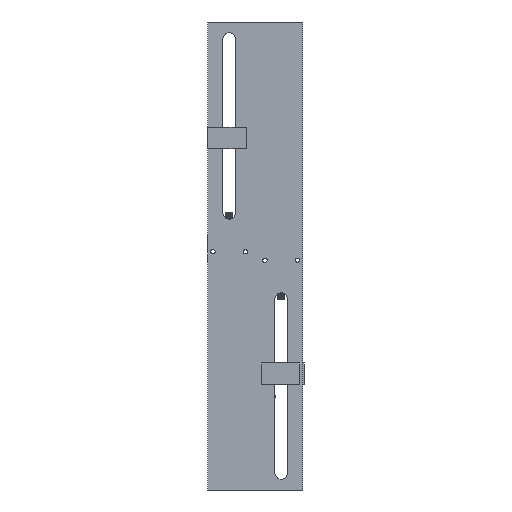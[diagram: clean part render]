
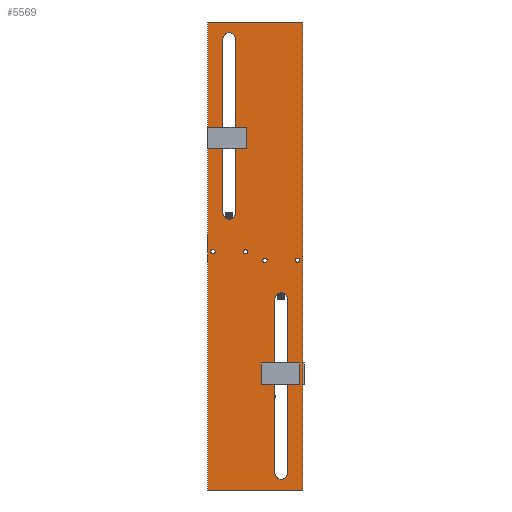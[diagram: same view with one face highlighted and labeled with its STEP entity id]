
A CAD part, left-side view. The second image highlights one B-rep face of the part: STEP entity #5569.
In plain terms, the highlighted planar face has unit normal (-1, 0, 0).
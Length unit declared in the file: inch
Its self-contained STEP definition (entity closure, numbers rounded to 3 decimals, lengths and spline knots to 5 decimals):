
#504=PLANE('',#6028);
#615=LINE('',#8572,#797);
#619=LINE('',#8583,#801);
#623=LINE('',#8596,#805);
#627=LINE('',#8607,#809);
#629=LINE('',#8612,#811);
#633=LINE('',#8620,#815);
#636=LINE('',#8626,#818);
#639=LINE('',#8631,#821);
#797=VECTOR('',#6861,10.);
#801=VECTOR('',#6873,10.);
#805=VECTOR('',#6885,10.);
#809=VECTOR('',#6897,10.);
#811=VECTOR('',#6901,5.5);
#815=VECTOR('',#6907,27.);
#818=VECTOR('',#6912,5.5);
#821=VECTOR('',#6917,27.);
#975=FACE_BOUND('',#1721,.T.);
#976=FACE_BOUND('',#1722,.T.);
#977=FACE_BOUND('',#1723,.T.);
#978=FACE_BOUND('',#1724,.T.);
#979=FACE_BOUND('',#1725,.T.);
#980=FACE_BOUND('',#1726,.T.);
#1285=FACE_OUTER_BOUND('',#1720,.T.);
#1720=EDGE_LOOP('',(#4122,#4123,#4124,#4125));
#1721=EDGE_LOOP('',(#4126));
#1722=EDGE_LOOP('',(#4127));
#1723=EDGE_LOOP('',(#4128));
#1724=EDGE_LOOP('',(#4129));
#1725=EDGE_LOOP('',(#4130,#4131,#4132,#4133));
#1726=EDGE_LOOP('',(#4134,#4135,#4136,#4137));
#2386=CIRCLE('',#5997,0.125);
#2388=CIRCLE('',#6000,0.125);
#2390=CIRCLE('',#6003,0.125);
#2392=CIRCLE('',#6006,0.125);
#2393=CIRCLE('',#6008,0.375);
#2395=CIRCLE('',#6012,0.375);
#2397=CIRCLE('',#6016,0.375);
#2399=CIRCLE('',#6020,0.375);
#2731=VERTEX_POINT('',#8544);
#2733=VERTEX_POINT('',#8549);
#2735=VERTEX_POINT('',#8554);
#2737=VERTEX_POINT('',#8559);
#2738=VERTEX_POINT('',#8562);
#2739=VERTEX_POINT('',#8563);
#2742=VERTEX_POINT('',#8571);
#2744=VERTEX_POINT('',#8577);
#2746=VERTEX_POINT('',#8586);
#2747=VERTEX_POINT('',#8587);
#2750=VERTEX_POINT('',#8595);
#2752=VERTEX_POINT('',#8601);
#2754=VERTEX_POINT('',#8610);
#2755=VERTEX_POINT('',#8611);
#2758=VERTEX_POINT('',#8619);
#2760=VERTEX_POINT('',#8625);
#3305=EDGE_CURVE('',#2731,#2731,#2386,.T.);
#3307=EDGE_CURVE('',#2733,#2733,#2388,.T.);
#3309=EDGE_CURVE('',#2735,#2735,#2390,.T.);
#3311=EDGE_CURVE('',#2737,#2737,#2392,.T.);
#3312=EDGE_CURVE('',#2738,#2739,#2393,.T.);
#3316=EDGE_CURVE('',#2739,#2742,#615,.T.);
#3319=EDGE_CURVE('',#2742,#2744,#2395,.T.);
#3322=EDGE_CURVE('',#2744,#2738,#619,.T.);
#3324=EDGE_CURVE('',#2746,#2747,#2397,.T.);
#3328=EDGE_CURVE('',#2747,#2750,#623,.T.);
#3331=EDGE_CURVE('',#2750,#2752,#2399,.T.);
#3334=EDGE_CURVE('',#2752,#2746,#627,.T.);
#3336=EDGE_CURVE('',#2754,#2755,#629,.T.);
#3340=EDGE_CURVE('',#2758,#2754,#633,.T.);
#3343=EDGE_CURVE('',#2760,#2758,#636,.T.);
#3346=EDGE_CURVE('',#2755,#2760,#639,.T.);
#4122=ORIENTED_EDGE('',*,*,#3346,.F.);
#4123=ORIENTED_EDGE('',*,*,#3336,.F.);
#4124=ORIENTED_EDGE('',*,*,#3340,.F.);
#4125=ORIENTED_EDGE('',*,*,#3343,.F.);
#4126=ORIENTED_EDGE('',*,*,#3305,.T.);
#4127=ORIENTED_EDGE('',*,*,#3307,.T.);
#4128=ORIENTED_EDGE('',*,*,#3309,.T.);
#4129=ORIENTED_EDGE('',*,*,#3311,.T.);
#4130=ORIENTED_EDGE('',*,*,#3319,.T.);
#4131=ORIENTED_EDGE('',*,*,#3322,.T.);
#4132=ORIENTED_EDGE('',*,*,#3312,.T.);
#4133=ORIENTED_EDGE('',*,*,#3316,.T.);
#4134=ORIENTED_EDGE('',*,*,#3331,.T.);
#4135=ORIENTED_EDGE('',*,*,#3334,.T.);
#4136=ORIENTED_EDGE('',*,*,#3324,.T.);
#4137=ORIENTED_EDGE('',*,*,#3328,.T.);
#5569=ADVANCED_FACE('',(#1285,#975,#976,#977,#978,#979,#980),#504,.F.);
#5997=AXIS2_PLACEMENT_3D('',#8545,#6831,#6832);
#6000=AXIS2_PLACEMENT_3D('',#8550,#6837,#6838);
#6003=AXIS2_PLACEMENT_3D('',#8555,#6843,#6844);
#6006=AXIS2_PLACEMENT_3D('',#8560,#6849,#6850);
#6008=AXIS2_PLACEMENT_3D('',#8564,#6853,#6854);
#6012=AXIS2_PLACEMENT_3D('',#8578,#6866,#6867);
#6016=AXIS2_PLACEMENT_3D('',#8588,#6877,#6878);
#6020=AXIS2_PLACEMENT_3D('',#8602,#6890,#6891);
#6028=AXIS2_PLACEMENT_3D('',#8634,#6921,#6922);
#6831=DIRECTION('center_axis',(1.,0.,0.));
#6832=DIRECTION('ref_axis',(0.,0.,1.));
#6837=DIRECTION('center_axis',(1.,0.,0.));
#6838=DIRECTION('ref_axis',(0.,0.,1.));
#6843=DIRECTION('center_axis',(1.,0.,0.));
#6844=DIRECTION('ref_axis',(0.,0.,1.));
#6849=DIRECTION('center_axis',(1.,0.,0.));
#6850=DIRECTION('ref_axis',(0.,0.,1.));
#6853=DIRECTION('center_axis',(1.,0.,0.));
#6854=DIRECTION('ref_axis',(0.,1.,0.));
#6861=DIRECTION('',(0.,0.,-1.));
#6866=DIRECTION('center_axis',(1.,0.,0.));
#6867=DIRECTION('ref_axis',(0.,-1.,0.));
#6873=DIRECTION('',(0.,0.,1.));
#6877=DIRECTION('center_axis',(1.,0.,0.));
#6878=DIRECTION('ref_axis',(0.,1.,0.));
#6885=DIRECTION('',(0.,0.,-1.));
#6890=DIRECTION('center_axis',(1.,0.,0.));
#6891=DIRECTION('ref_axis',(0.,-1.,0.));
#6897=DIRECTION('',(0.,0.,1.));
#6901=DIRECTION('',(0.,-1.,0.));
#6907=DIRECTION('',(0.,0.,1.));
#6912=DIRECTION('',(0.,1.,0.));
#6917=DIRECTION('',(0.,0.,-1.));
#6921=DIRECTION('center_axis',(1.,0.,0.));
#6922=DIRECTION('ref_axis',(0.,0.,-1.));
#8544=CARTESIAN_POINT('',(0.,0.56,0.37533));
#8545=CARTESIAN_POINT('Origin',(0.,0.56,0.25033));
#8549=CARTESIAN_POINT('',(0.,2.44,0.37533));
#8550=CARTESIAN_POINT('Origin',(0.,2.44,0.25033));
#8554=CARTESIAN_POINT('',(0.,-2.44,-0.12533));
#8555=CARTESIAN_POINT('Origin',(0.,-2.44,-0.25033));
#8559=CARTESIAN_POINT('',(0.,-0.56,-0.12533));
#8560=CARTESIAN_POINT('Origin',(0.,-0.56,-0.25033));
#8562=CARTESIAN_POINT('',(0.,1.875,12.5));
#8563=CARTESIAN_POINT('',(0.,1.125,12.5));
#8564=CARTESIAN_POINT('Origin',(0.,1.5,12.5));
#8571=CARTESIAN_POINT('',(0.,1.125,2.5));
#8572=CARTESIAN_POINT('',(0.,1.125,1.25));
#8577=CARTESIAN_POINT('',(0.,1.875,2.5));
#8578=CARTESIAN_POINT('Origin',(0.,1.5,2.5));
#8583=CARTESIAN_POINT('',(0.,1.875,6.25));
#8586=CARTESIAN_POINT('',(0.,-1.125,-2.5));
#8587=CARTESIAN_POINT('',(0.,-1.875,-2.5));
#8588=CARTESIAN_POINT('Origin',(0.,-1.5,-2.5));
#8595=CARTESIAN_POINT('',(0.,-1.875,-12.5));
#8596=CARTESIAN_POINT('',(0.,-1.875,-6.25));
#8601=CARTESIAN_POINT('',(0.,-1.125,-12.5));
#8602=CARTESIAN_POINT('Origin',(0.,-1.5,-12.5));
#8607=CARTESIAN_POINT('',(0.,-1.125,-1.25));
#8610=CARTESIAN_POINT('',(0.,2.75,13.5));
#8611=CARTESIAN_POINT('',(0.,-2.75,13.5));
#8612=CARTESIAN_POINT('',(0.,2.75,13.5));
#8619=CARTESIAN_POINT('',(0.,2.75,-13.5));
#8620=CARTESIAN_POINT('',(0.,2.75,-13.5));
#8625=CARTESIAN_POINT('',(0.,-2.75,-13.5));
#8626=CARTESIAN_POINT('',(0.,-2.75,-13.5));
#8631=CARTESIAN_POINT('',(0.,-2.75,13.5));
#8634=CARTESIAN_POINT('Origin',(0.,0.,0.));
